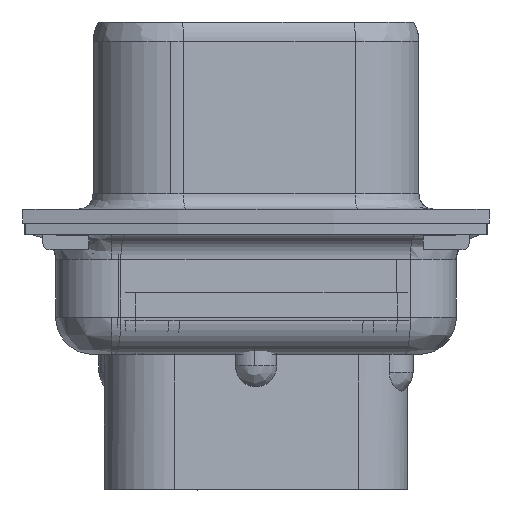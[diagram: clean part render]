
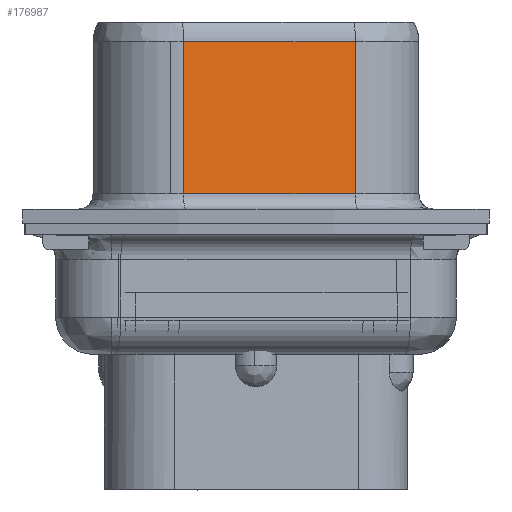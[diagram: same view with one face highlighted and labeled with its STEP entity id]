
A CAD part, left-side view. The second image highlights one B-rep face of the part: STEP entity #176987.
In plain terms, the highlighted planar face has unit normal (-0.985, -0.174, 0).
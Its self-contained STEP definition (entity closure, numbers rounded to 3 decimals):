
#12908 = EDGE_CURVE ( 'NONE', #99747, #96549, #166938, .T. ) ;
#27760 = LINE ( 'NONE', #61174, #183025 ) ;
#30181 = VECTOR ( 'NONE', #160480, 1000. ) ;
#34433 = VECTOR ( 'NONE', #98838, 1000. ) ;
#36926 = ORIENTED_EDGE ( 'NONE', *, *, #110858, .F. ) ;
#40413 = EDGE_CURVE ( 'NONE', #134187, #109578, #70247, .T. ) ;
#50135 = CARTESIAN_POINT ( 'NONE',  ( 123.272, 101.729, 2.047 ) ) ;
#50568 = CARTESIAN_POINT ( 'NONE',  ( 123.272, 101.729, 7.059 ) ) ;
#54791 = AXIS2_PLACEMENT_3D ( 'NONE', #151779, #61707, #166874 ) ;
#55274 = CARTESIAN_POINT ( 'NONE',  ( 123.272, 101.729, 7.711 ) ) ;
#57048 = ORIENTED_EDGE ( 'NONE', *, *, #40413, .F. ) ;
#61174 = CARTESIAN_POINT ( 'NONE',  ( 121.748, 110.37, 2.047 ) ) ;
#61707 = DIRECTION ( 'NONE',  ( 0.985, 0.174, 0. ) ) ;
#69739 = LINE ( 'NONE', #157979, #34433 ) ;
#70247 = LINE ( 'NONE', #55274, #30181 ) ;
#76299 = DIRECTION ( 'NONE',  ( 0.174, -0.985, 0. ) ) ;
#96549 = VERTEX_POINT ( 'NONE', #128456 ) ;
#97379 = ORIENTED_EDGE ( 'NONE', *, *, #12908, .F. ) ;
#98838 = DIRECTION ( 'NONE',  ( 0.174, -0.985, 0. ) ) ;
#99747 = VERTEX_POINT ( 'NONE', #134111 ) ;
#109578 = VERTEX_POINT ( 'NONE', #50135 ) ;
#110858 = EDGE_CURVE ( 'NONE', #96549, #134187, #69739, .T. ) ;
#117231 = DIRECTION ( 'NONE',  ( 0., 0., 1. ) ) ;
#128456 = CARTESIAN_POINT ( 'NONE',  ( 122.274, 107.389, 7.059 ) ) ;
#134111 = CARTESIAN_POINT ( 'NONE',  ( 122.274, 107.389, 2.047 ) ) ;
#134187 = VERTEX_POINT ( 'NONE', #50568 ) ;
#136049 = PLANE ( 'NONE',  #54791 ) ;
#137215 = ORIENTED_EDGE ( 'NONE', *, *, #154173, .T. ) ;
#151779 = CARTESIAN_POINT ( 'NONE',  ( 121.748, 110.37, 7.711 ) ) ;
#154173 = EDGE_CURVE ( 'NONE', #99747, #109578, #27760, .T. ) ;
#155437 = FACE_OUTER_BOUND ( 'NONE', #183134, .T. ) ;
#157979 = CARTESIAN_POINT ( 'NONE',  ( 121.748, 110.37, 7.059 ) ) ;
#160480 = DIRECTION ( 'NONE',  ( 0., 0., -1. ) ) ;
#162259 = VECTOR ( 'NONE', #117231, 1000. ) ;
#166874 = DIRECTION ( 'NONE',  ( -0.174, 0.985, 0. ) ) ;
#166938 = LINE ( 'NONE', #174435, #162259 ) ;
#174435 = CARTESIAN_POINT ( 'NONE',  ( 122.274, 107.389, 7.711 ) ) ;
#176987 = ADVANCED_FACE ( 'NONE', ( #155437 ), #136049, .F. ) ;
#183025 = VECTOR ( 'NONE', #76299, 1000. ) ;
#183134 = EDGE_LOOP ( 'NONE', ( #36926, #97379, #137215, #57048 ) ) ;
